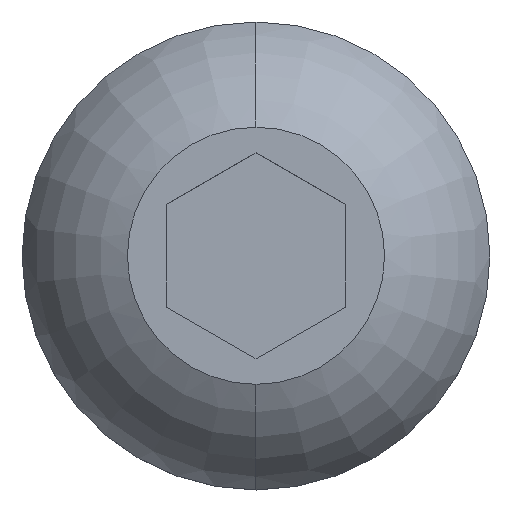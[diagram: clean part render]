
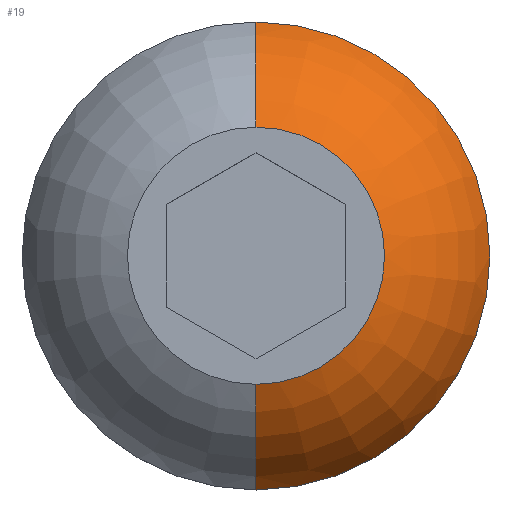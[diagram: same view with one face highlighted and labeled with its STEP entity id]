
A CAD part, top view. The second image highlights one B-rep face of the part: STEP entity #19.
In plain terms, the highlighted toroidal (fillet/blend) face has major radius 1.18 mm and minor radius 4.331 mm.
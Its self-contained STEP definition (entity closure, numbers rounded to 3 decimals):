
#10 = AXIS2_PLACEMENT_3D ( 'NONE', #16, #145, #21 ) ;
#16 = CARTESIAN_POINT ( 'NONE',  ( 0., 0., 0.8 ) ) ;
#19 = ADVANCED_FACE ( 'NONE', ( #77 ), #610, .T. ) ;
#21 = DIRECTION ( 'NONE',  ( -1., 0., 0. ) ) ;
#28 = CIRCLE ( 'NONE', #173, 5.25 ) ;
#71 = CARTESIAN_POINT ( 'NONE',  ( 0., 2.885, 3.3 ) ) ;
#77 = FACE_OUTER_BOUND ( 'NONE', #247, .T. ) ;
#81 = AXIS2_PLACEMENT_3D ( 'NONE', #767, #92, #584 ) ;
#88 = CIRCLE ( 'NONE', #598, 4.331 ) ;
#89 = VERTEX_POINT ( 'NONE', #71 ) ;
#90 = VERTEX_POINT ( 'NONE', #502 ) ;
#92 = DIRECTION ( 'NONE',  ( -1., 0., 0. ) ) ;
#112 = CARTESIAN_POINT ( 'NONE',  ( 5.25, 0., 0.8 ) ) ;
#115 = DIRECTION ( 'NONE',  ( 0., 1., 0. ) ) ;
#117 = AXIS2_PLACEMENT_3D ( 'NONE', #420, #357, #115 ) ;
#145 = DIRECTION ( 'NONE',  ( 0., 0., -1. ) ) ;
#153 = EDGE_CURVE ( 'NONE', #546, #90, #177, .T. ) ;
#173 = AXIS2_PLACEMENT_3D ( 'NONE', #595, #716, #404 ) ;
#177 = CIRCLE ( 'NONE', #10, 5.25 ) ;
#204 = ORIENTED_EDGE ( 'NONE', *, *, #153, .F. ) ;
#247 = EDGE_LOOP ( 'NONE', ( #701, #478, #204, #353, #472 ) ) ;
#250 = DIRECTION ( 'NONE',  ( 0., 1., 0. ) ) ;
#255 = EDGE_CURVE ( 'NONE', #89, #391, #295, .T. ) ;
#259 = VERTEX_POINT ( 'NONE', #282 ) ;
#282 = CARTESIAN_POINT ( 'NONE',  ( 0., -2.885, 3.3 ) ) ;
#291 = EDGE_CURVE ( 'NONE', #391, #546, #28, .T. ) ;
#295 = CIRCLE ( 'NONE', #81, 4.331 ) ;
#305 = DIRECTION ( 'NONE',  ( 0., 0., -1. ) ) ;
#353 = ORIENTED_EDGE ( 'NONE', *, *, #291, .F. ) ;
#357 = DIRECTION ( 'NONE',  ( 0., 0., 1. ) ) ;
#391 = VERTEX_POINT ( 'NONE', #786 ) ;
#404 = DIRECTION ( 'NONE',  ( -1., 0., 0. ) ) ;
#420 = CARTESIAN_POINT ( 'NONE',  ( 0., 0., 3.3 ) ) ;
#472 = ORIENTED_EDGE ( 'NONE', *, *, #255, .F. ) ;
#477 = EDGE_CURVE ( 'NONE', #259, #90, #88, .T. ) ;
#478 = ORIENTED_EDGE ( 'NONE', *, *, #477, .T. ) ;
#502 = CARTESIAN_POINT ( 'NONE',  ( 0., -5.25, 0.8 ) ) ;
#539 = EDGE_CURVE ( 'NONE', #259, #89, #555, .T. ) ;
#543 = DIRECTION ( 'NONE',  ( 1., 0., 0. ) ) ;
#545 = DIRECTION ( 'NONE',  ( 0., 0., -1. ) ) ;
#546 = VERTEX_POINT ( 'NONE', #112 ) ;
#555 = CIRCLE ( 'NONE', #117, 2.885 ) ;
#562 = CARTESIAN_POINT ( 'NONE',  ( 0., 0., -0.681 ) ) ;
#574 = AXIS2_PLACEMENT_3D ( 'NONE', #562, #305, #250 ) ;
#584 = DIRECTION ( 'NONE',  ( 0., 0., 1. ) ) ;
#595 = CARTESIAN_POINT ( 'NONE',  ( 0., 0., 0.8 ) ) ;
#598 = AXIS2_PLACEMENT_3D ( 'NONE', #733, #543, #545 ) ;
#610 = TOROIDAL_SURFACE ( 'NONE', #574, 1.18, 4.331 ) ;
#701 = ORIENTED_EDGE ( 'NONE', *, *, #539, .F. ) ;
#716 = DIRECTION ( 'NONE',  ( 0., 0., -1. ) ) ;
#733 = CARTESIAN_POINT ( 'NONE',  ( 0., -1.18, -0.681 ) ) ;
#767 = CARTESIAN_POINT ( 'NONE',  ( 0., 1.18, -0.681 ) ) ;
#786 = CARTESIAN_POINT ( 'NONE',  ( 0., 5.25, 0.8 ) ) ;
